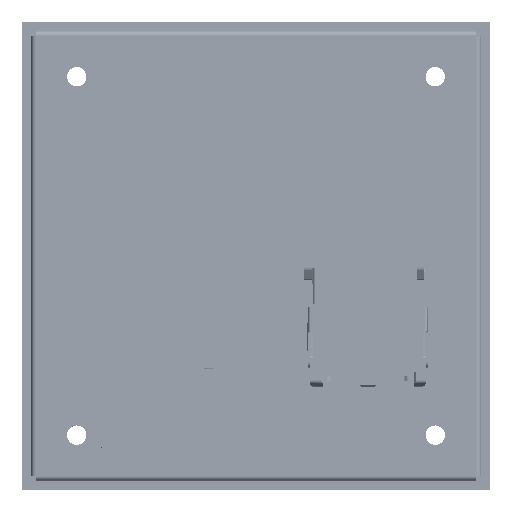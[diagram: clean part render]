
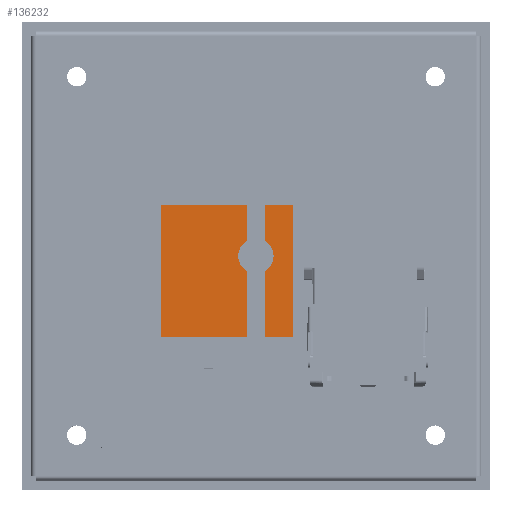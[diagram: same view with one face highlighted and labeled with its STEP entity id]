
A CAD part, top view. The second image highlights one B-rep face of the part: STEP entity #136232.
In plain terms, the highlighted planar face has unit normal (0, 0, 1).
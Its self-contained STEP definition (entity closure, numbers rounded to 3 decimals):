
#135918 = VERTEX_POINT('',#135919);
#135919 = CARTESIAN_POINT('',(7.5,-7.5,0.91));
#135926 = PLANE('',#135927);
#135927 = AXIS2_PLACEMENT_3D('',#135928,#135929,#135930);
#135928 = CARTESIAN_POINT('',(7.5,-7.5,0.));
#135929 = DIRECTION('',(-1.,0.,0.));
#135930 = DIRECTION('',(0.,1.,0.));
#135938 = PLANE('',#135939);
#135939 = AXIS2_PLACEMENT_3D('',#135940,#135941,#135942);
#135940 = CARTESIAN_POINT('',(-7.5,-7.5,0.));
#135941 = DIRECTION('',(0.,1.,0.));
#135942 = DIRECTION('',(1.,0.,0.));
#135950 = EDGE_CURVE('',#135918,#135951,#135953,.T.);
#135951 = VERTEX_POINT('',#135952);
#135952 = CARTESIAN_POINT('',(7.5,7.5,0.91));
#135953 = SURFACE_CURVE('',#135954,(#135958,#135965),.PCURVE_S1.);
#135954 = LINE('',#135955,#135956);
#135955 = CARTESIAN_POINT('',(7.5,-7.5,0.91));
#135956 = VECTOR('',#135957,1.);
#135957 = DIRECTION('',(0.,1.,0.));
#135958 = PCURVE('',#135926,#135959);
#135959 = DEFINITIONAL_REPRESENTATION('',(#135960),#135964);
#135960 = LINE('',#135961,#135962);
#135961 = CARTESIAN_POINT('',(0.,-0.91));
#135962 = VECTOR('',#135963,1.);
#135963 = DIRECTION('',(1.,0.));
#135964 = ( GEOMETRIC_REPRESENTATION_CONTEXT(2) 
PARAMETRIC_REPRESENTATION_CONTEXT() REPRESENTATION_CONTEXT('2D SPACE',''
  ) );
#135965 = PCURVE('',#135966,#135971);
#135966 = PLANE('',#135967);
#135967 = AXIS2_PLACEMENT_3D('',#135968,#135969,#135970);
#135968 = CARTESIAN_POINT('',(7.5,-7.5,0.91));
#135969 = DIRECTION('',(0.,0.,-1.));
#135970 = DIRECTION('',(-1.,0.,0.));
#135971 = DEFINITIONAL_REPRESENTATION('',(#135972),#135976);
#135972 = LINE('',#135973,#135974);
#135973 = CARTESIAN_POINT('',(0.,0.));
#135974 = VECTOR('',#135975,1.);
#135975 = DIRECTION('',(0.,1.));
#135976 = ( GEOMETRIC_REPRESENTATION_CONTEXT(2) 
PARAMETRIC_REPRESENTATION_CONTEXT() REPRESENTATION_CONTEXT('2D SPACE',''
  ) );
#135994 = PLANE('',#135995);
#135995 = AXIS2_PLACEMENT_3D('',#135996,#135997,#135998);
#135996 = CARTESIAN_POINT('',(7.5,7.5,0.));
#135997 = DIRECTION('',(0.,-1.,0.));
#135998 = DIRECTION('',(-1.,0.,0.));
#136036 = EDGE_CURVE('',#135951,#136037,#136039,.T.);
#136037 = VERTEX_POINT('',#136038);
#136038 = CARTESIAN_POINT('',(-7.5,7.5,0.91));
#136039 = SURFACE_CURVE('',#136040,(#136044,#136051),.PCURVE_S1.);
#136040 = LINE('',#136041,#136042);
#136041 = CARTESIAN_POINT('',(7.5,7.5,0.91));
#136042 = VECTOR('',#136043,1.);
#136043 = DIRECTION('',(-1.,0.,0.));
#136044 = PCURVE('',#135994,#136045);
#136045 = DEFINITIONAL_REPRESENTATION('',(#136046),#136050);
#136046 = LINE('',#136047,#136048);
#136047 = CARTESIAN_POINT('',(0.,-0.91));
#136048 = VECTOR('',#136049,1.);
#136049 = DIRECTION('',(1.,0.));
#136050 = ( GEOMETRIC_REPRESENTATION_CONTEXT(2) 
PARAMETRIC_REPRESENTATION_CONTEXT() REPRESENTATION_CONTEXT('2D SPACE',''
  ) );
#136051 = PCURVE('',#135966,#136052);
#136052 = DEFINITIONAL_REPRESENTATION('',(#136053),#136057);
#136053 = LINE('',#136054,#136055);
#136054 = CARTESIAN_POINT('',(0.,15.));
#136055 = VECTOR('',#136056,1.);
#136056 = DIRECTION('',(1.,0.));
#136057 = ( GEOMETRIC_REPRESENTATION_CONTEXT(2) 
PARAMETRIC_REPRESENTATION_CONTEXT() REPRESENTATION_CONTEXT('2D SPACE',''
  ) );
#136075 = PLANE('',#136076);
#136076 = AXIS2_PLACEMENT_3D('',#136077,#136078,#136079);
#136077 = CARTESIAN_POINT('',(-7.5,7.5,0.));
#136078 = DIRECTION('',(1.,0.,0.));
#136079 = DIRECTION('',(0.,-1.,0.));
#136112 = EDGE_CURVE('',#136037,#136113,#136115,.T.);
#136113 = VERTEX_POINT('',#136114);
#136114 = CARTESIAN_POINT('',(-7.5,-7.5,0.91));
#136115 = SURFACE_CURVE('',#136116,(#136120,#136127),.PCURVE_S1.);
#136116 = LINE('',#136117,#136118);
#136117 = CARTESIAN_POINT('',(-7.5,7.5,0.91));
#136118 = VECTOR('',#136119,1.);
#136119 = DIRECTION('',(0.,-1.,0.));
#136120 = PCURVE('',#136075,#136121);
#136121 = DEFINITIONAL_REPRESENTATION('',(#136122),#136126);
#136122 = LINE('',#136123,#136124);
#136123 = CARTESIAN_POINT('',(0.,-0.91));
#136124 = VECTOR('',#136125,1.);
#136125 = DIRECTION('',(1.,0.));
#136126 = ( GEOMETRIC_REPRESENTATION_CONTEXT(2) 
PARAMETRIC_REPRESENTATION_CONTEXT() REPRESENTATION_CONTEXT('2D SPACE',''
  ) );
#136127 = PCURVE('',#135966,#136128);
#136128 = DEFINITIONAL_REPRESENTATION('',(#136129),#136133);
#136129 = LINE('',#136130,#136131);
#136130 = CARTESIAN_POINT('',(15.,15.));
#136131 = VECTOR('',#136132,1.);
#136132 = DIRECTION('',(0.,-1.));
#136133 = ( GEOMETRIC_REPRESENTATION_CONTEXT(2) 
PARAMETRIC_REPRESENTATION_CONTEXT() REPRESENTATION_CONTEXT('2D SPACE',''
  ) );
#136183 = EDGE_CURVE('',#136113,#135918,#136184,.T.);
#136184 = SURFACE_CURVE('',#136185,(#136189,#136196),.PCURVE_S1.);
#136185 = LINE('',#136186,#136187);
#136186 = CARTESIAN_POINT('',(-7.5,-7.5,0.91));
#136187 = VECTOR('',#136188,1.);
#136188 = DIRECTION('',(1.,0.,0.));
#136189 = PCURVE('',#135938,#136190);
#136190 = DEFINITIONAL_REPRESENTATION('',(#136191),#136195);
#136191 = LINE('',#136192,#136193);
#136192 = CARTESIAN_POINT('',(0.,-0.91));
#136193 = VECTOR('',#136194,1.);
#136194 = DIRECTION('',(1.,0.));
#136195 = ( GEOMETRIC_REPRESENTATION_CONTEXT(2) 
PARAMETRIC_REPRESENTATION_CONTEXT() REPRESENTATION_CONTEXT('2D SPACE',''
  ) );
#136196 = PCURVE('',#135966,#136197);
#136197 = DEFINITIONAL_REPRESENTATION('',(#136198),#136202);
#136198 = LINE('',#136199,#136200);
#136199 = CARTESIAN_POINT('',(15.,0.));
#136200 = VECTOR('',#136201,1.);
#136201 = DIRECTION('',(-1.,0.));
#136202 = ( GEOMETRIC_REPRESENTATION_CONTEXT(2) 
PARAMETRIC_REPRESENTATION_CONTEXT() REPRESENTATION_CONTEXT('2D SPACE',''
  ) );
#136232 = ADVANCED_FACE('',(#136233),#135966,.F.);
#136233 = FACE_BOUND('',#136234,.T.);
#136234 = EDGE_LOOP('',(#136235,#136236,#136237,#136238));
#136235 = ORIENTED_EDGE('',*,*,#135950,.T.);
#136236 = ORIENTED_EDGE('',*,*,#136036,.T.);
#136237 = ORIENTED_EDGE('',*,*,#136112,.T.);
#136238 = ORIENTED_EDGE('',*,*,#136183,.T.);
